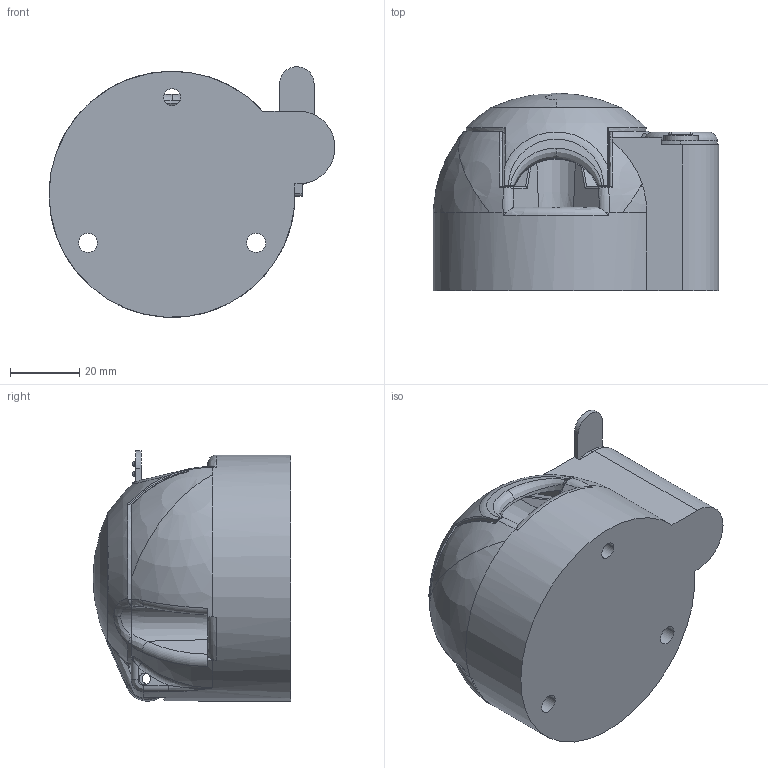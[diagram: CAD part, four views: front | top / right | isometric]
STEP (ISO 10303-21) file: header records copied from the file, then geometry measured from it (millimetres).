
FILE_DESCRIPTION((''),'2;1');
FILE_NAME('101190_STEP','2018-09-24T',('rdri'),(''),'PRO/ENGINEER BY PARAMETRIC TECHNOLOGY CORPORATION, 2016100','PRO/ENGINEER BY PARAMETRIC TECHNOLOGY CORPORATION, 2016100','');
FILE_SCHEMA(('CONFIG_CONTROL_DESIGN'));
Length unit declared in the file: millimetre
Products named in the file (1): 101190_STEP
Bounding box: 82.5 x 56.98 x 72.28 mm (x, y, z)
Volume: 175264.2 mm3; surface area: 30714.7 mm2
Topology: 1 solids, 2 shells, 1113 faces, 3102 edges, 2027 vertices
Faces by surface type: plane 829, cylinder 110, sphere 62, bspline 58, torus 47, cone 7
Entity records: 40225 total; most frequent: CARTESIAN_POINT 10618, DIRECTION 6750, ORIENTED_EDGE 6184, EDGE_CURVE 3092, AXIS2_PLACEMENT_3D 2862, VERTEX_POINT 2027, CIRCLE 1807, EDGE_LOOP 1179
